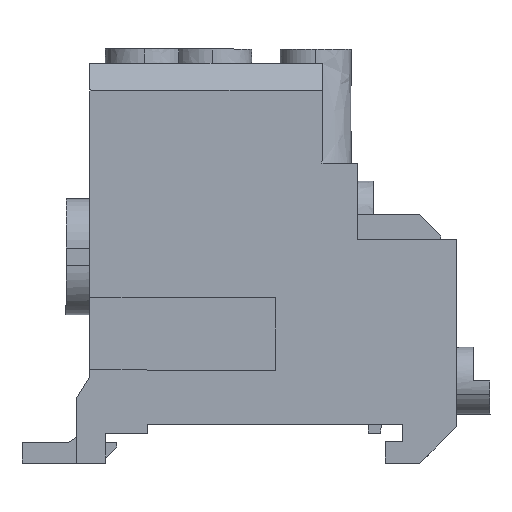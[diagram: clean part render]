
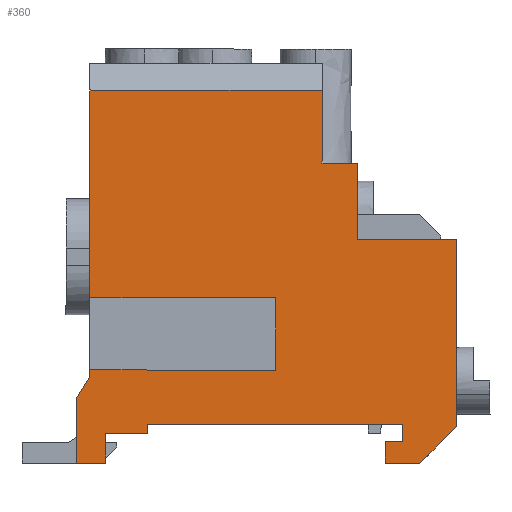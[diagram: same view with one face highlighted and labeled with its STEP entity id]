
A CAD part, left-side view. The second image highlights one B-rep face of the part: STEP entity #360.
In plain terms, the highlighted planar face has unit normal (-1, 0, 0).
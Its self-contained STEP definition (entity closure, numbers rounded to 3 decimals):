
#188=AXIS2_PLACEMENT_3D('Plane Axis2P3D',#185,#186,#187) ;
#41=CARTESIAN_POINT('Vertex',(0.,4.,4.304)) ;
#46=CARTESIAN_POINT('Line Origine',(0.,6.15,2.152)) ;
#50=CARTESIAN_POINT('Vertex',(0.,8.3,0.)) ;
#81=CARTESIAN_POINT('Vertex',(0.,4.,26.488)) ;
#86=CARTESIAN_POINT('Line Origine',(0.,4.,15.396)) ;
#185=CARTESIAN_POINT('Axis2P3D Location',(0.,0.,0.)) ;
#190=CARTESIAN_POINT('Line Origine',(0.,47.365,31.868)) ;
#194=CARTESIAN_POINT('Vertex',(0.,47.365,19.563)) ;
#196=CARTESIAN_POINT('Vertex',(0.,47.365,44.172)) ;
#199=CARTESIAN_POINT('Line Origine',(0.,36.372,19.563)) ;
#203=CARTESIAN_POINT('Vertex',(0.,25.379,19.563)) ;
#206=CARTESIAN_POINT('Line Origine',(0.,25.379,15.286)) ;
#210=CARTESIAN_POINT('Vertex',(0.,25.379,11.009)) ;
#213=CARTESIAN_POINT('Line Origine',(0.,36.372,11.022)) ;
#217=CARTESIAN_POINT('Vertex',(0.,47.365,11.035)) ;
#220=CARTESIAN_POINT('Line Origine',(0.,47.365,10.666)) ;
#224=CARTESIAN_POINT('Vertex',(0.,47.365,10.297)) ;
#227=CARTESIAN_POINT('Line Origine',(0.,48.133,9.018)) ;
#231=CARTESIAN_POINT('Vertex',(0.,48.9,7.739)) ;
#234=CARTESIAN_POINT('Line Origine',(0.,48.9,3.87)) ;
#238=CARTESIAN_POINT('Vertex',(0.,48.9,0.)) ;
#241=CARTESIAN_POINT('Line Origine',(0.,47.197,0.)) ;
#245=CARTESIAN_POINT('Vertex',(0.,45.494,0.)) ;
#248=CARTESIAN_POINT('Line Origine',(0.,45.494,1.749)) ;
#252=CARTESIAN_POINT('Vertex',(0.,45.494,3.498)) ;
#255=CARTESIAN_POINT('Line Origine',(0.,42.997,3.498)) ;
#259=CARTESIAN_POINT('Vertex',(0.,40.5,3.498)) ;
#262=CARTESIAN_POINT('Line Origine',(0.,40.5,4.04)) ;
#266=CARTESIAN_POINT('Vertex',(0.,40.5,4.583)) ;
#269=CARTESIAN_POINT('Line Origine',(0.,25.45,4.583)) ;
#273=CARTESIAN_POINT('Vertex',(0.,10.4,4.583)) ;
#276=CARTESIAN_POINT('Line Origine',(0.,10.401,3.572)) ;
#280=CARTESIAN_POINT('Vertex',(0.,10.402,2.562)) ;
#283=CARTESIAN_POINT('Line Origine',(0.,11.411,2.56)) ;
#287=CARTESIAN_POINT('Vertex',(0.,12.42,2.558)) ;
#290=CARTESIAN_POINT('Line Origine',(0.,12.41,1.279)) ;
#294=CARTESIAN_POINT('Vertex',(0.,12.401,0.)) ;
#297=CARTESIAN_POINT('Line Origine',(0.,10.35,0.)) ;
#302=CARTESIAN_POINT('Line Origine',(0.,9.86,26.488)) ;
#306=CARTESIAN_POINT('Vertex',(0.,15.72,26.488)) ;
#309=CARTESIAN_POINT('Line Origine',(0.,15.715,31.006)) ;
#313=CARTESIAN_POINT('Vertex',(0.,15.709,35.525)) ;
#316=CARTESIAN_POINT('Line Origine',(0.,17.798,35.527)) ;
#320=CARTESIAN_POINT('Vertex',(0.,19.887,35.53)) ;
#323=CARTESIAN_POINT('Line Origine',(0.,19.882,39.835)) ;
#327=CARTESIAN_POINT('Vertex',(0.,19.877,44.14)) ;
#330=CARTESIAN_POINT('Line Origine',(0.,33.621,44.156)) ;
#47=DIRECTION('Vector Direction',(0.,0.707,-0.707)) ;
#87=DIRECTION('Vector Direction',(0.,0.,-1.)) ;
#186=DIRECTION('Axis2P3D Direction',(1.,0.,0.)) ;
#187=DIRECTION('Axis2P3D XDirection',(0.,1.,0.)) ;
#191=DIRECTION('Vector Direction',(0.,0.,-1.)) ;
#200=DIRECTION('Vector Direction',(0.,-1.,0.)) ;
#207=DIRECTION('Vector Direction',(0.,0.,-1.)) ;
#214=DIRECTION('Vector Direction',(0.,-1.,-0.001)) ;
#221=DIRECTION('Vector Direction',(0.,0.,-1.)) ;
#228=DIRECTION('Vector Direction',(0.,-0.515,0.857)) ;
#235=DIRECTION('Vector Direction',(0.,0.,1.)) ;
#242=DIRECTION('Vector Direction',(0.,1.,0.)) ;
#249=DIRECTION('Vector Direction',(0.,0.,-1.)) ;
#256=DIRECTION('Vector Direction',(0.,1.,0.)) ;
#263=DIRECTION('Vector Direction',(0.,0.,1.)) ;
#270=DIRECTION('Vector Direction',(0.,1.,0.)) ;
#277=DIRECTION('Vector Direction',(0.,0.001,-1.)) ;
#284=DIRECTION('Vector Direction',(0.,-1.,0.002)) ;
#291=DIRECTION('Vector Direction',(0.,0.007,1.)) ;
#298=DIRECTION('Vector Direction',(0.,1.,0.)) ;
#303=DIRECTION('Vector Direction',(0.,-1.,0.)) ;
#310=DIRECTION('Vector Direction',(0.,0.001,-1.)) ;
#317=DIRECTION('Vector Direction',(0.,-1.,-0.001)) ;
#324=DIRECTION('Vector Direction',(0.,0.001,-1.)) ;
#331=DIRECTION('Vector Direction',(0.,1.,0.001)) ;
#48=VECTOR('Line Direction',#47,1.) ;
#88=VECTOR('Line Direction',#87,1.) ;
#192=VECTOR('Line Direction',#191,1.) ;
#201=VECTOR('Line Direction',#200,1.) ;
#208=VECTOR('Line Direction',#207,1.) ;
#215=VECTOR('Line Direction',#214,1.) ;
#222=VECTOR('Line Direction',#221,1.) ;
#229=VECTOR('Line Direction',#228,1.) ;
#236=VECTOR('Line Direction',#235,1.) ;
#243=VECTOR('Line Direction',#242,1.) ;
#250=VECTOR('Line Direction',#249,1.) ;
#257=VECTOR('Line Direction',#256,1.) ;
#264=VECTOR('Line Direction',#263,1.) ;
#271=VECTOR('Line Direction',#270,1.) ;
#278=VECTOR('Line Direction',#277,1.) ;
#285=VECTOR('Line Direction',#284,1.) ;
#292=VECTOR('Line Direction',#291,1.) ;
#299=VECTOR('Line Direction',#298,1.) ;
#304=VECTOR('Line Direction',#303,1.) ;
#311=VECTOR('Line Direction',#310,1.) ;
#318=VECTOR('Line Direction',#317,1.) ;
#325=VECTOR('Line Direction',#324,1.) ;
#332=VECTOR('Line Direction',#331,1.) ;
#336=ORIENTED_EDGE('',*,*,#198,.F.) ;
#337=ORIENTED_EDGE('',*,*,#205,.F.) ;
#338=ORIENTED_EDGE('',*,*,#212,.F.) ;
#339=ORIENTED_EDGE('',*,*,#219,.F.) ;
#340=ORIENTED_EDGE('',*,*,#226,.F.) ;
#341=ORIENTED_EDGE('',*,*,#233,.F.) ;
#342=ORIENTED_EDGE('',*,*,#240,.F.) ;
#343=ORIENTED_EDGE('',*,*,#247,.F.) ;
#344=ORIENTED_EDGE('',*,*,#254,.F.) ;
#345=ORIENTED_EDGE('',*,*,#261,.F.) ;
#346=ORIENTED_EDGE('',*,*,#268,.F.) ;
#347=ORIENTED_EDGE('',*,*,#275,.F.) ;
#348=ORIENTED_EDGE('',*,*,#282,.F.) ;
#349=ORIENTED_EDGE('',*,*,#289,.F.) ;
#350=ORIENTED_EDGE('',*,*,#296,.F.) ;
#351=ORIENTED_EDGE('',*,*,#301,.F.) ;
#352=ORIENTED_EDGE('',*,*,#52,.F.) ;
#353=ORIENTED_EDGE('',*,*,#90,.F.) ;
#354=ORIENTED_EDGE('',*,*,#308,.F.) ;
#355=ORIENTED_EDGE('',*,*,#315,.F.) ;
#356=ORIENTED_EDGE('',*,*,#322,.F.) ;
#357=ORIENTED_EDGE('',*,*,#329,.F.) ;
#358=ORIENTED_EDGE('',*,*,#334,.T.) ;
#360=ADVANCED_FACE('Koerper.2',(#359),#189,.F.) ;
#52=EDGE_CURVE('',#42,#51,#49,.T.) ;
#90=EDGE_CURVE('',#82,#42,#89,.T.) ;
#198=EDGE_CURVE('',#195,#197,#193,.F.) ;
#205=EDGE_CURVE('',#204,#195,#202,.F.) ;
#212=EDGE_CURVE('',#211,#204,#209,.F.) ;
#219=EDGE_CURVE('',#218,#211,#216,.T.) ;
#226=EDGE_CURVE('',#225,#218,#223,.F.) ;
#233=EDGE_CURVE('',#232,#225,#230,.T.) ;
#240=EDGE_CURVE('',#239,#232,#237,.T.) ;
#247=EDGE_CURVE('',#246,#239,#244,.T.) ;
#254=EDGE_CURVE('',#253,#246,#251,.T.) ;
#261=EDGE_CURVE('',#260,#253,#258,.T.) ;
#268=EDGE_CURVE('',#267,#260,#265,.F.) ;
#275=EDGE_CURVE('',#274,#267,#272,.T.) ;
#282=EDGE_CURVE('',#281,#274,#279,.F.) ;
#289=EDGE_CURVE('',#288,#281,#286,.T.) ;
#296=EDGE_CURVE('',#295,#288,#293,.T.) ;
#301=EDGE_CURVE('',#51,#295,#300,.T.) ;
#308=EDGE_CURVE('',#307,#82,#305,.T.) ;
#315=EDGE_CURVE('',#314,#307,#312,.T.) ;
#322=EDGE_CURVE('',#321,#314,#319,.T.) ;
#329=EDGE_CURVE('',#328,#321,#326,.T.) ;
#334=EDGE_CURVE('',#328,#197,#333,.T.) ;
#335=EDGE_LOOP('',(#336,#337,#338,#339,#340,#341,#342,#343,#344,#345,#346,#347,#348,#349,#350,#351,#352,#353,#354,#355,#356,#357,#358)) ;
#359=FACE_OUTER_BOUND('',#335,.T.) ;
#49=LINE('Line',#46,#48) ;
#89=LINE('Line',#86,#88) ;
#193=LINE('Line',#190,#192) ;
#202=LINE('Line',#199,#201) ;
#209=LINE('Line',#206,#208) ;
#216=LINE('Line',#213,#215) ;
#223=LINE('Line',#220,#222) ;
#230=LINE('Line',#227,#229) ;
#237=LINE('Line',#234,#236) ;
#244=LINE('Line',#241,#243) ;
#251=LINE('Line',#248,#250) ;
#258=LINE('Line',#255,#257) ;
#265=LINE('Line',#262,#264) ;
#272=LINE('Line',#269,#271) ;
#279=LINE('Line',#276,#278) ;
#286=LINE('Line',#283,#285) ;
#293=LINE('Line',#290,#292) ;
#300=LINE('Line',#297,#299) ;
#305=LINE('Line',#302,#304) ;
#312=LINE('Line',#309,#311) ;
#319=LINE('Line',#316,#318) ;
#326=LINE('Line',#323,#325) ;
#333=LINE('Line',#330,#332) ;
#189=PLANE('',#188) ;
#42=VERTEX_POINT('',#41) ;
#51=VERTEX_POINT('',#50) ;
#82=VERTEX_POINT('',#81) ;
#195=VERTEX_POINT('',#194) ;
#197=VERTEX_POINT('',#196) ;
#204=VERTEX_POINT('',#203) ;
#211=VERTEX_POINT('',#210) ;
#218=VERTEX_POINT('',#217) ;
#225=VERTEX_POINT('',#224) ;
#232=VERTEX_POINT('',#231) ;
#239=VERTEX_POINT('',#238) ;
#246=VERTEX_POINT('',#245) ;
#253=VERTEX_POINT('',#252) ;
#260=VERTEX_POINT('',#259) ;
#267=VERTEX_POINT('',#266) ;
#274=VERTEX_POINT('',#273) ;
#281=VERTEX_POINT('',#280) ;
#288=VERTEX_POINT('',#287) ;
#295=VERTEX_POINT('',#294) ;
#307=VERTEX_POINT('',#306) ;
#314=VERTEX_POINT('',#313) ;
#321=VERTEX_POINT('',#320) ;
#328=VERTEX_POINT('',#327) ;
